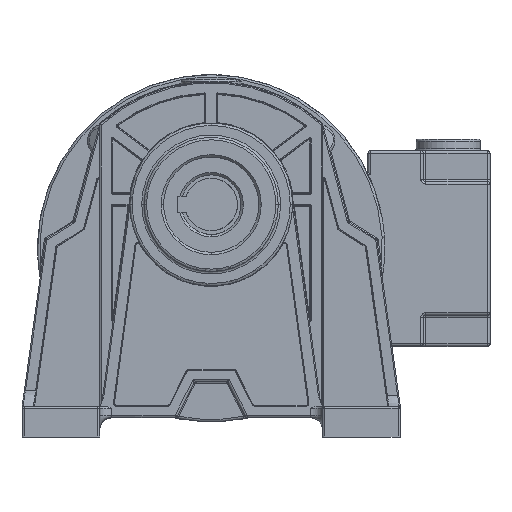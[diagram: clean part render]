
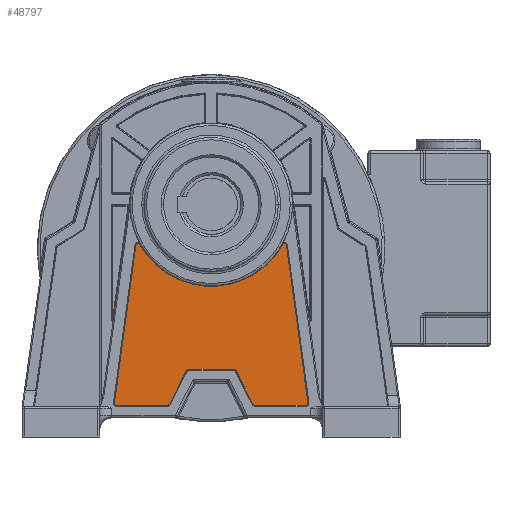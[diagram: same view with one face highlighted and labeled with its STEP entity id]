
A CAD part, top view. The second image highlights one B-rep face of the part: STEP entity #48797.
In plain terms, the highlighted planar face has unit normal (0, 0, 1).
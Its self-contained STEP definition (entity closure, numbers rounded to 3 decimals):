
#26950=CARTESIAN_POINT('',(-31.538,-16.97,7.236));
#26951=CARTESIAN_POINT('',(-31.522,-16.852,7.236));
#26952=CARTESIAN_POINT('',(-31.447,-16.646,
7.236));
#26953=CARTESIAN_POINT('',(-31.206,-16.395,
7.236));
#26954=CARTESIAN_POINT('',(-30.896,-16.271,
7.236));
#26955=CARTESIAN_POINT('',(-30.568,-16.272,
7.236));
#26956=CARTESIAN_POINT('',(-30.24,-16.427,
7.236));
#26957=CARTESIAN_POINT('',(-30.101,-16.59,
7.236));
#26958=CARTESIAN_POINT('',(-30.046,-16.69,
7.236));
#26980=CARTESIAN_POINT('',(-30.046,-16.69,
7.236));
#27004=CARTESIAN_POINT('',(31.538,-16.97,
7.236));
#27033=DIRECTION('',(-1.,0.,0.));
#27034=VECTOR('',#27033,21.621);
#27035=CARTESIAN_POINT('',(39.827,-84.22,7.236));
#27036=LINE('',#27035,#27034);
#27103=DIRECTION('',(-1.,0.,0.));
#27104=VECTOR('',#27103,21.621);
#27105=CARTESIAN_POINT('',(-18.206,-84.22,7.236));
#27106=LINE('',#27105,#27104);
#27134=CARTESIAN_POINT('',(0.,0.,7.236));
#27135=DIRECTION('',(0.,0.,-1.));
#27136=DIRECTION('',(0.874,-0.486,0.));
#27137=AXIS2_PLACEMENT_3D('',#27134,#27135,#27136);
#27139=CARTESIAN_POINT('',(30.745,-17.078,
7.236));
#27140=DIRECTION('',(0.,0.,1.));
#27141=DIRECTION('',(0.991,0.134,0.));
#27142=AXIS2_PLACEMENT_3D('',#27139,#27140,#27141);
#27144=DIRECTION('',(-0.136,0.991,0.));
#27145=VECTOR('',#27144,66.96);
#27146=CARTESIAN_POINT('',(40.619,-83.312,7.236));
#27147=LINE('',#27146,#27145);
#27148=CARTESIAN_POINT('',(39.827,-83.42,7.236));
#27149=DIRECTION('',(0.,0.,1.));
#27150=DIRECTION('',(0.,-1.,0.));
#27151=AXIS2_PLACEMENT_3D('',#27148,#27149,#27150);
#27153=CARTESIAN_POINT('',(18.206,-83.42,7.236));
#27154=DIRECTION('',(0.,0.,1.));
#27155=DIRECTION('',(-0.894,-0.447,0.));
#27156=AXIS2_PLACEMENT_3D('',#27153,#27154,#27155);
#27158=DIRECTION('',(0.447,-0.894,0.));
#27159=VECTOR('',#27158,15.618);
#27160=CARTESIAN_POINT('',(10.505,-69.808,7.236));
#27161=LINE('',#27160,#27159);
#27162=CARTESIAN_POINT('',(9.432,-70.345,7.236));
#27163=DIRECTION('',(0.,0.,-1.));
#27164=DIRECTION('',(0.,1.,0.));
#27165=AXIS2_PLACEMENT_3D('',#27162,#27163,#27164);
#27167=CARTESIAN_POINT('',(-9.432,-70.345,7.236));
#27168=DIRECTION('',(0.,0.,-1.));
#27169=DIRECTION('',(-0.894,0.447,0.));
#27170=AXIS2_PLACEMENT_3D('',#27167,#27168,#27169);
#27172=DIRECTION('',(0.447,0.894,0.));
#27173=VECTOR('',#27172,15.618);
#27174=CARTESIAN_POINT('',(-17.49,-83.778,7.236));
#27175=LINE('',#27174,#27173);
#27176=CARTESIAN_POINT('',(-18.206,-83.42,7.236));
#27177=DIRECTION('',(0.,0.,1.));
#27178=DIRECTION('',(0.,-1.,0.));
#27179=AXIS2_PLACEMENT_3D('',#27176,#27177,#27178);
#27181=CARTESIAN_POINT('',(-39.827,-83.42,7.236));
#27182=DIRECTION('',(0.,0.,1.));
#27183=DIRECTION('',(-0.991,0.136,0.));
#27184=AXIS2_PLACEMENT_3D('',#27181,#27182,#27183);
#27186=DIRECTION('',(-0.136,-0.991,0.));
#27187=VECTOR('',#27186,66.961);
#27188=CARTESIAN_POINT('',(-31.538,-16.97,7.236));
#27189=LINE('',#27188,#27187);
#27213=DIRECTION('',(-1.,0.,0.));
#27214=VECTOR('',#27213,18.864);
#27215=CARTESIAN_POINT('',(9.432,-69.145,7.236));
#27216=LINE('',#27215,#27214);
#37276=CARTESIAN_POINT('',(-17.49,-83.778,7.236));
#37277=CARTESIAN_POINT('',(-10.505,-69.808,7.236));
#37278=VERTEX_POINT('',#37276);
#37279=VERTEX_POINT('',#37277);
#37307=CARTESIAN_POINT('',(-9.432,-69.145,7.236));
#37309=VERTEX_POINT('',#37307);
#37626=CARTESIAN_POINT('',(40.619,-83.312,7.236));
#37628=VERTEX_POINT('',#37626);
#37675=CARTESIAN_POINT('',(9.432,-69.145,7.236));
#37676=CARTESIAN_POINT('',(10.505,-69.808,7.236));
#37677=VERTEX_POINT('',#37675);
#37678=VERTEX_POINT('',#37676);
#37808=VERTEX_POINT('',#27004);
#38085=CARTESIAN_POINT('',(-31.538,-16.97,7.236));
#38086=CARTESIAN_POINT('',(-40.619,-83.312,7.236));
#38087=VERTEX_POINT('',#38085);
#38088=VERTEX_POINT('',#38086);
#38298=CARTESIAN_POINT('',(-18.206,-84.22,7.236));
#38299=CARTESIAN_POINT('',(-39.827,-84.22,7.236));
#38300=VERTEX_POINT('',#38298);
#38301=VERTEX_POINT('',#38299);
#38335=CARTESIAN_POINT('',(30.046,-16.69,
7.236));
#38337=VERTEX_POINT('',#38335);
#38460=CARTESIAN_POINT('',(17.49,-83.778,7.236));
#38462=VERTEX_POINT('',#38460);
#39034=CARTESIAN_POINT('',(39.827,-84.22,7.236));
#39035=VERTEX_POINT('',#39034);
#39172=VERTEX_POINT('',#26980);
#39417=CARTESIAN_POINT('',(18.206,-84.22,7.236));
#39418=VERTEX_POINT('',#39417);
#48769=CARTESIAN_POINT('',(0.,0.,7.236));
#48770=DIRECTION('',(0.,0.,1.));
#48771=DIRECTION('',(1.,0.,0.));
#48772=AXIS2_PLACEMENT_3D('',#48769,#48770,#48771);
#48773=PLANE('',#48772);
#48774=ORIENTED_EDGE('',*,*,#48427,.T.);
#48775=ORIENTED_EDGE('',*,*,#48442,.F.);
#48776=ORIENTED_EDGE('',*,*,#48457,.F.);
#48777=ORIENTED_EDGE('',*,*,#48498,.F.);
#48778=ORIENTED_EDGE('',*,*,#48513,.F.);
#48779=ORIENTED_EDGE('',*,*,#48554,.T.);
#48780=ORIENTED_EDGE('',*,*,#48569,.F.);
#48782=ORIENTED_EDGE('',*,*,#48781,.F.);
#48784=ORIENTED_EDGE('',*,*,#48783,.F.);
#48786=ORIENTED_EDGE('',*,*,#48785,.T.);
#48788=ORIENTED_EDGE('',*,*,#48787,.F.);
#48790=ORIENTED_EDGE('',*,*,#48789,.F.);
#48791=ORIENTED_EDGE('',*,*,#48680,.F.);
#48792=ORIENTED_EDGE('',*,*,#48696,.T.);
#48793=ORIENTED_EDGE('',*,*,#48737,.F.);
#48794=ORIENTED_EDGE('',*,*,#48751,.F.);
#48795=EDGE_LOOP('',(#48774,#48775,#48776,#48777,#48778,#48779,#48780,#48782,
#48784,#48786,#48788,#48790,#48791,#48792,#48793,#48794));
#48796=FACE_OUTER_BOUND('',#48795,.F.);
#48797=ADVANCED_FACE('',(#48796),#48773,.T.);
#26959=B_SPLINE_CURVE_WITH_KNOTS('',3,(#26950,#26951,#26952,#26953,#26954,
#26955,#26956,#26957,#26958),.UNSPECIFIED.,.F.,.F.,(4,1,1,1,1,1,4),(0.,
0.167,0.333,0.5,0.667,0.833,
1.),.UNSPECIFIED.);
#27138=CIRCLE('',#27137,34.37);
#27143=CIRCLE('',#27142,0.8);
#27152=CIRCLE('',#27151,0.8);
#27157=CIRCLE('',#27156,0.8);
#27166=CIRCLE('',#27165,1.2);
#27171=CIRCLE('',#27170,1.2);
#27180=CIRCLE('',#27179,0.8);
#27185=CIRCLE('',#27184,0.8);
#48427=EDGE_CURVE('',#38087,#39172,#26959,.T.);
#48442=EDGE_CURVE('',#38337,#39172,#27138,.T.);
#48457=EDGE_CURVE('',#37808,#38337,#27143,.T.);
#48498=EDGE_CURVE('',#37628,#37808,#27147,.T.);
#48513=EDGE_CURVE('',#39035,#37628,#27152,.T.);
#48554=EDGE_CURVE('',#39035,#39418,#27036,.T.);
#48569=EDGE_CURVE('',#38462,#39418,#27157,.T.);
#48680=EDGE_CURVE('',#38300,#37278,#27180,.T.);
#48696=EDGE_CURVE('',#38300,#38301,#27106,.T.);
#48737=EDGE_CURVE('',#38088,#38301,#27185,.T.);
#48751=EDGE_CURVE('',#38087,#38088,#27189,.T.);
#48781=EDGE_CURVE('',#37678,#38462,#27161,.T.);
#48783=EDGE_CURVE('',#37677,#37678,#27166,.T.);
#48785=EDGE_CURVE('',#37677,#37309,#27216,.T.);
#48787=EDGE_CURVE('',#37279,#37309,#27171,.T.);
#48789=EDGE_CURVE('',#37278,#37279,#27175,.T.);
